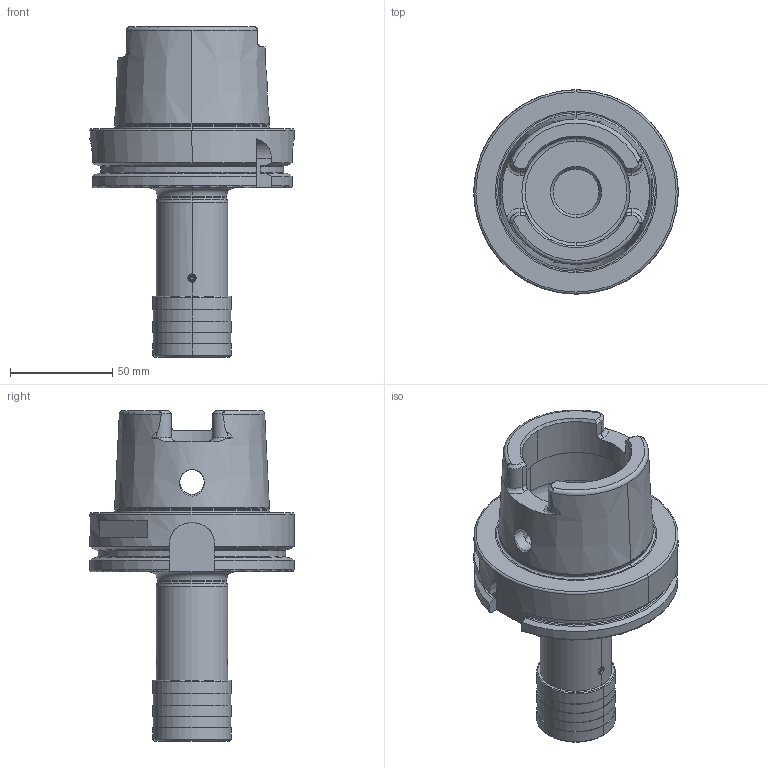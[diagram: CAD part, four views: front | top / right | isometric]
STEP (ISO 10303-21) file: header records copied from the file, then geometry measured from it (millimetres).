
FILE_DESCRIPTION((''),'2;1');
FILE_NAME('A100_16_12','2020-08-20T',('103090'),(''),'CREO PARAMETRIC BY PTC INC, 2016260','CREO PARAMETRIC BY PTC INC, 2016260','');
FILE_SCHEMA(('CONFIG_CONTROL_DESIGN'));
Length unit declared in the file: millimetre
Products named in the file (1): A100_16_12
Bounding box: 100 x 100 x 162 mm (x, y, z)
Volume: 327509.7 mm3; surface area: 67208.4 mm2
Topology: 1 solids, 1 shells, 246 faces, 613 edges, 380 vertices
Faces by surface type: plane 79, cylinder 72, cone 48, torus 41, sphere 6
Entity records: 8250 total; most frequent: CARTESIAN_POINT 2402, DIRECTION 1244, ORIENTED_EDGE 1210, EDGE_CURVE 605, AXIS2_PLACEMENT_3D 516, VERTEX_POINT 380, EDGE_LOOP 269, CIRCLE 267
